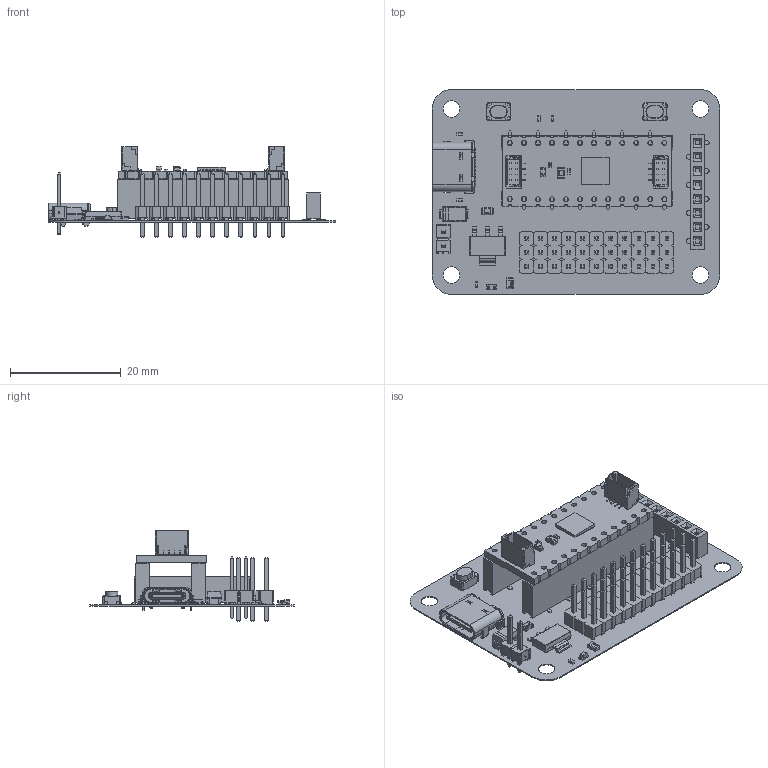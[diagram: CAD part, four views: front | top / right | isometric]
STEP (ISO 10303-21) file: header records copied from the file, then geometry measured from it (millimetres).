
FILE_DESCRIPTION(('Open CASCADE Model'),'2;1');
FILE_NAME('Open CASCADE Shape Model','2025-06-03T06:27:18',('Author'),( 'Open CASCADE'),'Open CASCADE STEP processor 7.5','Open CASCADE 7.5' ,'Unknown');
FILE_SCHEMA(('AUTOMOTIVE_DESIGN { 1 0 10303 214 1 1 1 1 }'));
Length unit declared in the file: millimetre
Products named in the file (93): PCB; Board; Open CASCADE STEP translator 7.5 1.1.1; J3; Conn_SAMTEC_TSW-102-07-L-S_eec; TSW-102-07-L-S_body; T-1S6-07-TSW-1-07-2-S; Samtec; P10; 61300311121; 6130xx11121_PIN; P9; P17; X3; 1x08 SMT Socket; RST; 4.2x3.2Button; R5; 6791211568; Extruded; 6791211328; R4; P8; P7; P6; P5; P4; P3; P2; P1; LDR; J2; 61001211921; 6100121xx21; 6100xx1xx21_PIN; J1; R1; PWR; 0603 LED Red; Pad ...
Assembly tree (130 placements, depth 6):
  PCB
    Board
      Open CASCADE STEP translator 7.5 1.1.1
    J3
      Conn_SAMTEC_TSW-102-07-L-S_eec
        TSW-102-07-L-S_body
        T-1S6-07-TSW-1-07-2-S
        Samtec
    P10
      61300311121
        61300311121
        6130xx11121_PIN  x3
    P9
      61300311121
        61300311121
        6130xx11121_PIN  x3
    P17
      61300311121
        61300311121
        6130xx11121_PIN  x3
    X3
      1x08 SMT Socket
    RST
      4.2x3.2Button
    R5
      6791211568  x2
        Extruded
      6791211328
        Extruded
    R4
      6791211568  x2
        Extruded
      6791211328
        Extruded
    P8
      61300311121
        61300311121
        6130xx11121_PIN  x3
    P7
      61300311121
        61300311121
        6130xx11121_PIN  x3
    P6
      61300311121
        61300311121
        6130xx11121_PIN  x3
    P5
      61300311121
        61300311121
        6130xx11121_PIN  x3
    P4
      61300311121
        61300311121
        6130xx11121_PIN  x3
    P3
      61300311121
        61300311121
        6130xx11121_PIN  x3
    P2
      61300311121
Bounding box: 52 x 37 x 16.39 mm (x, y, z)
Volume: 2683.6 mm3; surface area: 12866.2 mm2
Topology: 218 solids, 230 shells, 8615 faces, 23944 edges, 17212 vertices
Faces by surface type: plane 5809, cylinder 2151, bspline 345, sphere 176, torus 88, cone 38, revolution 8
Full cylindrical faces by diameter (mm): 0.3 x12, 0.5 x8, 0.65 x2, 0.9 x24, 1.02 x2, 1.1 x33, 3 x4
Entity records: 216499 total; most frequent: CARTESIAN_POINT 45164, DIRECTION 29581, ORIENTED_EDGE 29518, EDGE_CURVE 14759, LINE 12221, VECTOR 12221, VERTEX_POINT 9450, AXIS2_PLACEMENT_3D 8676
